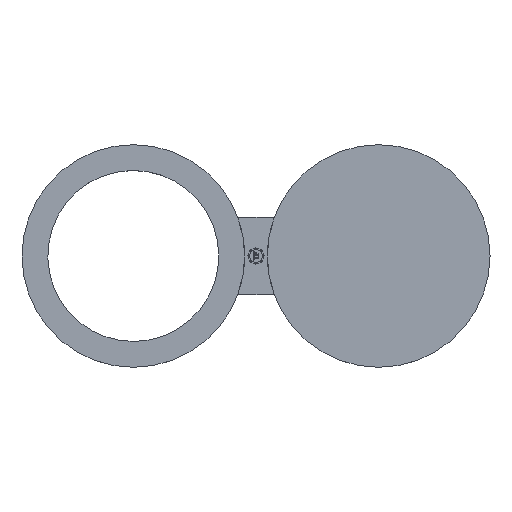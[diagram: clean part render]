
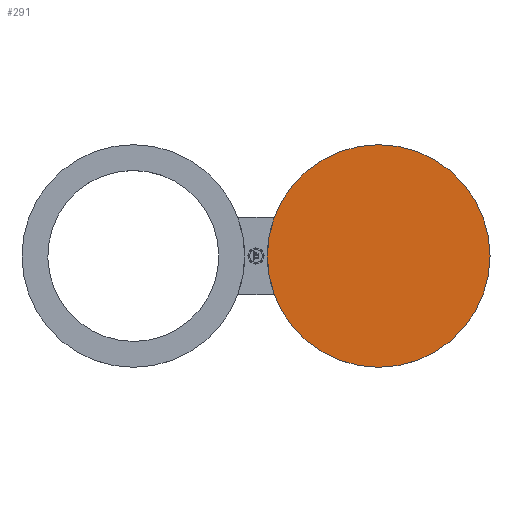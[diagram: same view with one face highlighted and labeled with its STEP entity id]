
A CAD part, top view. The second image highlights one B-rep face of the part: STEP entity #291.
In plain terms, the highlighted planar face has unit normal (0, 0, 1).
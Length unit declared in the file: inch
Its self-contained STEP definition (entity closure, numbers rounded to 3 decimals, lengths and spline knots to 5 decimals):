
#78=AXIS2_PLACEMENT_3D('Plane Axis2P3D',#75,#76,#77) ;
#275=AXIS2_PLACEMENT_3D('Circle Axis2P3D',#273,#274,$) ;
#284=AXIS2_PLACEMENT_3D('Circle Axis2P3D',#282,#283,$) ;
#75=CARTESIAN_POINT('Axis2P3D Location',(0.,0.,0.25)) ;
#273=CARTESIAN_POINT('Axis2P3D Location',(9.5,0.,0.25)) ;
#277=CARTESIAN_POINT('Vertex',(5.19,0.,0.25)) ;
#279=CARTESIAN_POINT('Vertex',(13.81,0.,0.25)) ;
#282=CARTESIAN_POINT('Axis2P3D Location',(9.5,0.,0.25)) ;
#76=DIRECTION('Axis2P3D Direction',(0.,0.,0.039)) ;
#77=DIRECTION('Axis2P3D XDirection',(0.039,0.,0.)) ;
#274=DIRECTION('Axis2P3D Direction',(0.,0.,0.039)) ;
#283=DIRECTION('Axis2P3D Direction',(0.,0.,0.039)) ;
#288=ORIENTED_EDGE('',*,*,#281,.T.) ;
#289=ORIENTED_EDGE('',*,*,#286,.T.) ;
#291=ADVANCED_FACE('PartBody',(#290),#79,.T.) ;
#276=CIRCLE('generated circle',#275,4.31) ;
#285=CIRCLE('generated circle',#284,4.31) ;
#281=EDGE_CURVE('',#278,#280,#276,.T.) ;
#286=EDGE_CURVE('',#280,#278,#285,.T.) ;
#287=EDGE_LOOP('',(#288,#289)) ;
#290=FACE_OUTER_BOUND('',#287,.T.) ;
#79=PLANE('',#78) ;
#278=VERTEX_POINT('',#277) ;
#280=VERTEX_POINT('',#279) ;
